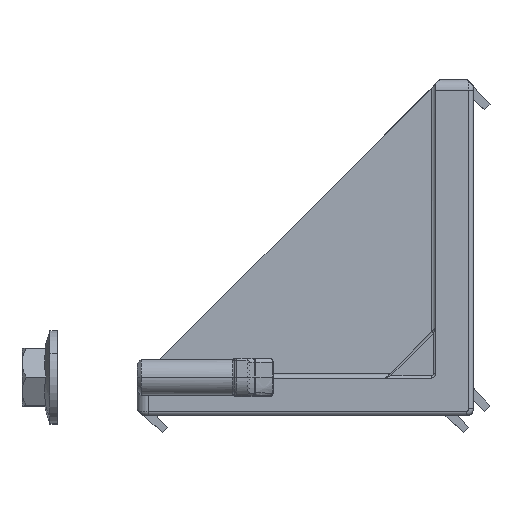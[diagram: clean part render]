
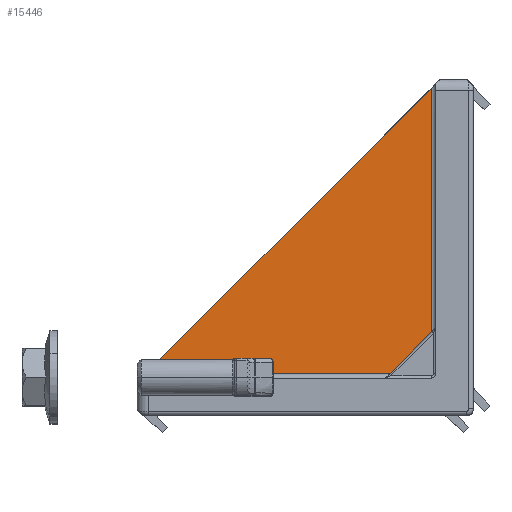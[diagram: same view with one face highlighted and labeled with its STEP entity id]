
A CAD part, top view. The second image highlights one B-rep face of the part: STEP entity #15446.
In plain terms, the highlighted planar face has unit normal (-0.012, 0.012, 1).
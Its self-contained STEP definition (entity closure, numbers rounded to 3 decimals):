
#143 = ORIENTED_EDGE ( 'NONE', *, *, #2446, .T. ) ;
#704 = CARTESIAN_POINT ( 'NONE',  ( -9.5, 9.488, -12.204 ) ) ;
#999 = DIRECTION ( 'NONE',  ( 0.707, 0.707, 0. ) ) ;
#1627 = VECTOR ( 'NONE', #999, 1000. ) ;
#2446 = EDGE_CURVE ( 'NONE', #9093, #15824, #10988, .T. ) ;
#2900 = EDGE_CURVE ( 'NONE', #6832, #15824, #11371, .T. ) ;
#3294 = VECTOR ( 'NONE', #14942, 1000. ) ;
#3702 = LINE ( 'NONE', #704, #3294 ) ;
#4597 = ORIENTED_EDGE ( 'NONE', *, *, #14724, .T. ) ;
#4613 = PLANE ( 'NONE',  #7942 ) ;
#5915 = DIRECTION ( 'NONE',  ( 1., 0., 0.012 ) ) ;
#6832 = VERTEX_POINT ( 'NONE', #13346 ) ;
#6845 = VECTOR ( 'NONE', #7664, 1000. ) ;
#7664 = DIRECTION ( 'NONE',  ( 0., 1., -0.012 ) ) ;
#7942 = AXIS2_PLACEMENT_3D ( 'NONE', #10943, #9677, #5915 ) ;
#8330 = ORIENTED_EDGE ( 'NONE', *, *, #2900, .F. ) ;
#8627 = CARTESIAN_POINT ( 'NONE',  ( -76., 7.5, -13. ) ) ;
#9093 = VERTEX_POINT ( 'NONE', #14100 ) ;
#9677 = DIRECTION ( 'NONE',  ( -0.012, 0.012, 1. ) ) ;
#10202 = FACE_OUTER_BOUND ( 'NONE', #10335, .T. ) ;
#10335 = EDGE_LOOP ( 'NONE', ( #4597, #143, #8330 ) ) ;
#10943 = CARTESIAN_POINT ( 'NONE',  ( -76., 7.5, -13. ) ) ;
#10988 = LINE ( 'NONE', #13971, #6845 ) ;
#11371 = LINE ( 'NONE', #8627, #1627 ) ;
#13346 = CARTESIAN_POINT ( 'NONE',  ( -74.012, 9.488, -13. ) ) ;
#13971 = CARTESIAN_POINT ( 'NONE',  ( -9.488, 75., -13.012 ) ) ;
#14100 = CARTESIAN_POINT ( 'NONE',  ( -9.488, 9.488, -12.204 ) ) ;
#14724 = EDGE_CURVE ( 'NONE', #6832, #9093, #3702, .T. ) ;
#14942 = DIRECTION ( 'NONE',  ( 1., 0., 0.012 ) ) ;
#15446 = ADVANCED_FACE ( 'NONE', ( #10202 ), #4613, .T. ) ;
#15824 = VERTEX_POINT ( 'NONE', #15953 ) ;
#15953 = CARTESIAN_POINT ( 'NONE',  ( -9.488, 74.012, -13. ) ) ;
